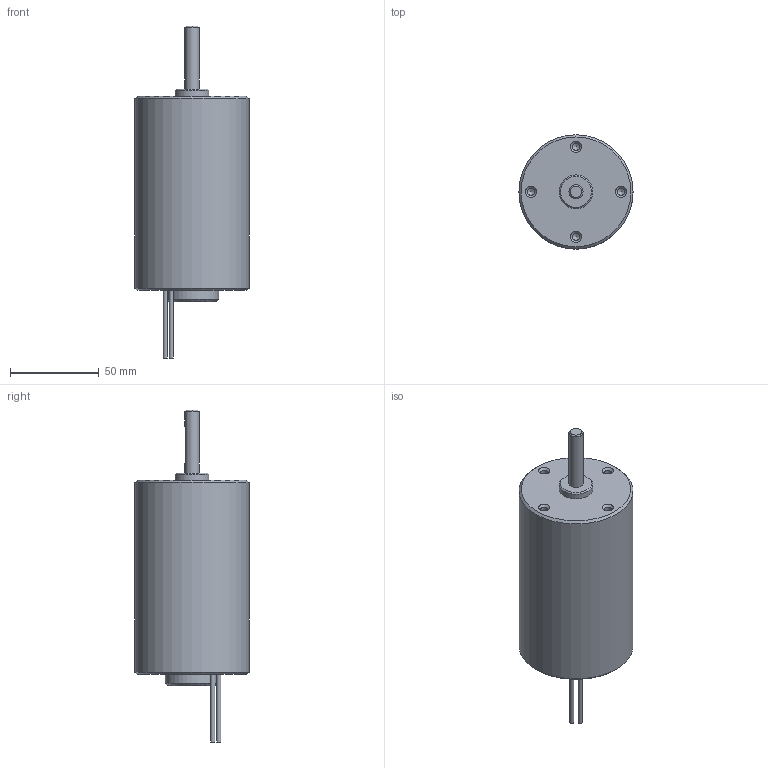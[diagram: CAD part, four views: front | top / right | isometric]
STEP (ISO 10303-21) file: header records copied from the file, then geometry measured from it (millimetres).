
FILE_DESCRIPTION(/* description */ ('2.5 inch CIM, Brushed DC Motor'),/* implementation_level */ '2;1');
FILE_NAME(/* name */ 'CIM MOTOR AndyMark FR801-001.stp',/* time_stamp */ '2015-02-27T09:43:14-05:00',/* author */ ('TODD D MILLER'),/* organization */ (''),/* preprocessor_version */ 'ST-DEVELOPER v15.6',/* originating_system */ 'Autodesk Inventor 2015',/* authorisation */ '');
FILE_SCHEMA (('AUTOMOTIVE_DESIGN { 1 0 10303 214 3 1 1 }'));
Length unit declared in the file: inch
Products named in the file (1): CIM MOTOR AndyMark FR801-001
Bounding box: 64.41 x 64.41 x 187.3 mm (x, y, z)
Volume: 363326.2 mm3; surface area: 31954.5 mm2
Topology: 4 solids, 4 shells, 54 faces, 112 edges, 69 vertices
Faces by surface type: cone 19, cylinder 14, plane 13, bspline 6, torus 2
Full cylindrical faces by diameter (mm): 2.438 x4, 3.962 x6, 7.95 x1, 19.05 x1, 30.352 x1, 64.414 x1
Entity records: 1490 total; most frequent: CARTESIAN_POINT 489, DIRECTION 188, ORIENTED_EDGE 138, AXIS2_PLACEMENT_3D 92, EDGE_LOOP 90, EDGE_CURVE 69, VERTEX_POINT 59, FACE_OUTER_BOUND 54
